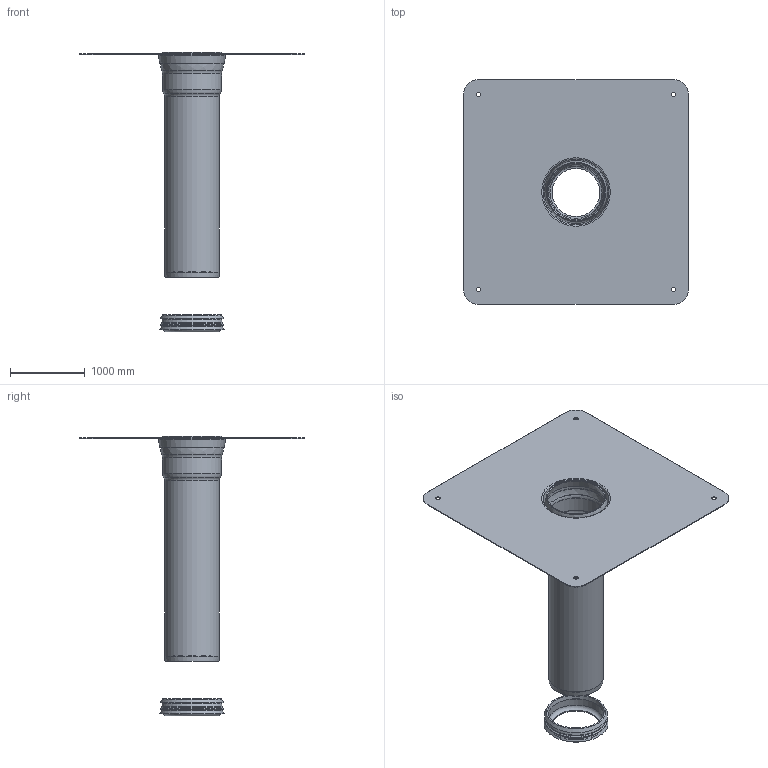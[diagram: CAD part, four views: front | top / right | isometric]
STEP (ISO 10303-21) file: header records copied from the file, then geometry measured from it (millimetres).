
FILE_DESCRIPTION(/* description */ (''),/* implementation_level */ '2;1');
FILE_NAME(/* name */ '12100.070X_3D.stp',/* time_stamp */ '2024-12-11T14:21:58+01:00',/* author */ ('CAD'),/* organization */ (''),/* preprocessor_version */ 'ST-DEVELOPER v20',/* originating_system */ 'AutoCAD Mechanical',/* authorisation */ '');
FILE_SCHEMA (('AUTOMOTIVE_DESIGN { 1 0 10303 214 3 1 1 }'));
Length unit declared in the file: centimetre
Products named in the file (2): Product; *S0
Assembly tree (1 placements, depth 2):
  Product
    *S0
Bounding box: 3000 x 3000 x 3725 mm (x, y, z)
Volume: 189129468.7 mm3; surface area: 32987040.1 mm2
Topology: 3 solids, 3 shells, 63 faces, 158 edges, 102 vertices
Faces by surface type: cylinder 19, cone 16, torus 15, plane 9, bspline 4
Full cylindrical faces by diameter (mm): 60 x4, 640 x1, 706 x1, 730 x1, 740 x1, 764 x1, 788 x1, 810 x2, 814 x1, 838 x2
Entity records: 2114 total; most frequent: CARTESIAN_POINT 430, DIRECTION 391, ORIENTED_EDGE 312, AXIS2_PLACEMENT_3D 171, EDGE_CURVE 156, CIRCLE 109, VERTEX_POINT 98, EDGE_LOOP 76
